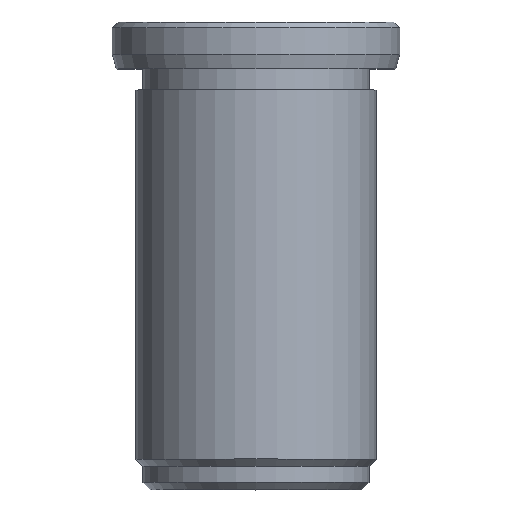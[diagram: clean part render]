
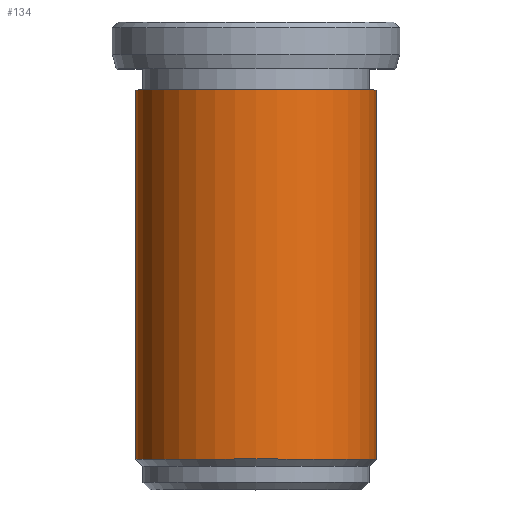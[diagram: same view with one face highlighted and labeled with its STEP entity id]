
A CAD part, top view. The second image highlights one B-rep face of the part: STEP entity #134.
In plain terms, the highlighted cylindrical face has radius 18 mm (diameter 36 mm), a partial arc.
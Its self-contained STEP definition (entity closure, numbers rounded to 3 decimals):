
#134=ADVANCED_FACE('',(#268),#269,.T.);
#268=FACE_OUTER_BOUND('',#395,.T.);
#269=CYLINDRICAL_SURFACE('',#396,18.0);
#395=EDGE_LOOP('',(#691,#692,#693,#694));
#396=AXIS2_PLACEMENT_3D('',#695,#696,#697);
#691=ORIENTED_EDGE('',*,*,#707,.T.);
#692=ORIENTED_EDGE('',*,*,#818,.F.);
#693=ORIENTED_EDGE('',*,*,#709,.T.);
#694=ORIENTED_EDGE('',*,*,#816,.T.);
#695=CARTESIAN_POINT('',(0.0,31.675,0.0));
#696=DIRECTION('',(-0.0,1.0,0.0));
#697=DIRECTION('',(1.0,0.0,0.0));
#707=EDGE_CURVE('',#821,#822,#823,.T.);
#709=EDGE_CURVE('',#826,#824,#827,.T.);
#816=EDGE_CURVE('',#824,#821,#974,.T.);
#818=EDGE_CURVE('',#826,#822,#976,.T.);
#821=VERTEX_POINT('',#979);
#822=VERTEX_POINT('',#980);
#823=LINE('',#981,#982);
#824=VERTEX_POINT('',#983);
#826=VERTEX_POINT('',#985);
#827=LINE('',#986,#987);
#974=CIRCLE('',#1166,18.0);
#976=CIRCLE('',#1168,18.0);
#979=CARTESIAN_POINT('',(18.0,4.583,0.0));
#980=CARTESIAN_POINT('',(18.0,59.85,0.0));
#981=CARTESIAN_POINT('',(18.0,31.675,0.));
#982=VECTOR('',#1170,1.0);
#983=CARTESIAN_POINT('',(-18.0,4.583,0.));
#985=CARTESIAN_POINT('',(-18.0,59.85,0.));
#986=CARTESIAN_POINT('',(-18.0,31.675,0.));
#987=VECTOR('',#1174,1.0);
#1166=AXIS2_PLACEMENT_3D('',#1324,#1325,#1326);
#1168=AXIS2_PLACEMENT_3D('',#1327,#1328,#1329);
#1170=DIRECTION('',(0.0,1.0,0.0));
#1174=DIRECTION('',(-0.0,-1.0,-0.0));
#1324=CARTESIAN_POINT('',(0.0,4.583,0.0));
#1325=DIRECTION('',(0.,1.0,0.0));
#1326=DIRECTION('',(1.0,0.,0.0));
#1327=CARTESIAN_POINT('',(0.0,59.85,0.0));
#1328=DIRECTION('',(-0.0,1.0,0.0));
#1329=DIRECTION('',(1.0,0.0,0.0));
